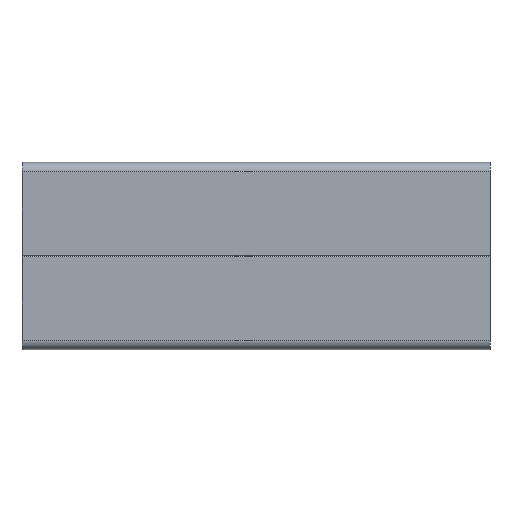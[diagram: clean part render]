
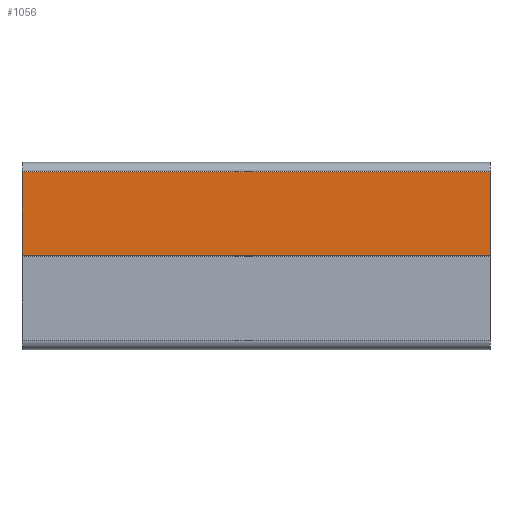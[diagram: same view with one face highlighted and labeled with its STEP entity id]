
A CAD part, left-side view. The second image highlights one B-rep face of the part: STEP entity #1056.
In plain terms, the highlighted planar face has unit normal (-1, 0, 0).
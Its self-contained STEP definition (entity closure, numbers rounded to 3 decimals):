
#34=PLANE('',#1157);
#79=FACE_OUTER_BOUND('',#136,.T.);
#136=EDGE_LOOP('',(#805,#806,#807,#808));
#217=LINE('',#1730,#310);
#218=LINE('',#1734,#311);
#219=LINE('',#1736,#312);
#220=LINE('',#1737,#313);
#310=VECTOR('',#1406,200.);
#311=VECTOR('',#1411,35.7);
#312=VECTOR('',#1412,200.);
#313=VECTOR('',#1413,35.7);
#480=VERTEX_POINT('',#1727);
#481=VERTEX_POINT('',#1729);
#482=VERTEX_POINT('',#1733);
#483=VERTEX_POINT('',#1735);
#616=EDGE_CURVE('',#480,#481,#217,.T.);
#618=EDGE_CURVE('',#480,#482,#218,.T.);
#619=EDGE_CURVE('',#482,#483,#219,.T.);
#620=EDGE_CURVE('',#481,#483,#220,.T.);
#805=ORIENTED_EDGE('',*,*,#618,.T.);
#806=ORIENTED_EDGE('',*,*,#619,.T.);
#807=ORIENTED_EDGE('',*,*,#620,.F.);
#808=ORIENTED_EDGE('',*,*,#616,.F.);
#1056=ADVANCED_FACE('',(#79),#34,.T.);
#1157=AXIS2_PLACEMENT_3D('',#1732,#1409,#1410);
#1406=DIRECTION('',(0.,-1.,0.));
#1409=DIRECTION('center_axis',(-1.,0.,0.));
#1410=DIRECTION('ref_axis',(0.,0.,1.));
#1411=DIRECTION('',(0.,0.,-1.));
#1412=DIRECTION('',(0.,-1.,0.));
#1413=DIRECTION('',(0.,0.,-1.));
#1727=CARTESIAN_POINT('',(-8.,200.,36.));
#1729=CARTESIAN_POINT('',(-8.,0.,36.));
#1730=CARTESIAN_POINT('',(-8.,0.,36.));
#1732=CARTESIAN_POINT('Origin',(-8.,0.,0.3));
#1733=CARTESIAN_POINT('',(-8.,200.,0.3));
#1734=CARTESIAN_POINT('',(-8.,200.,0.15));
#1735=CARTESIAN_POINT('',(-8.,0.,0.3));
#1736=CARTESIAN_POINT('',(-8.,0.,0.3));
#1737=CARTESIAN_POINT('',(-8.,0.,0.15));
